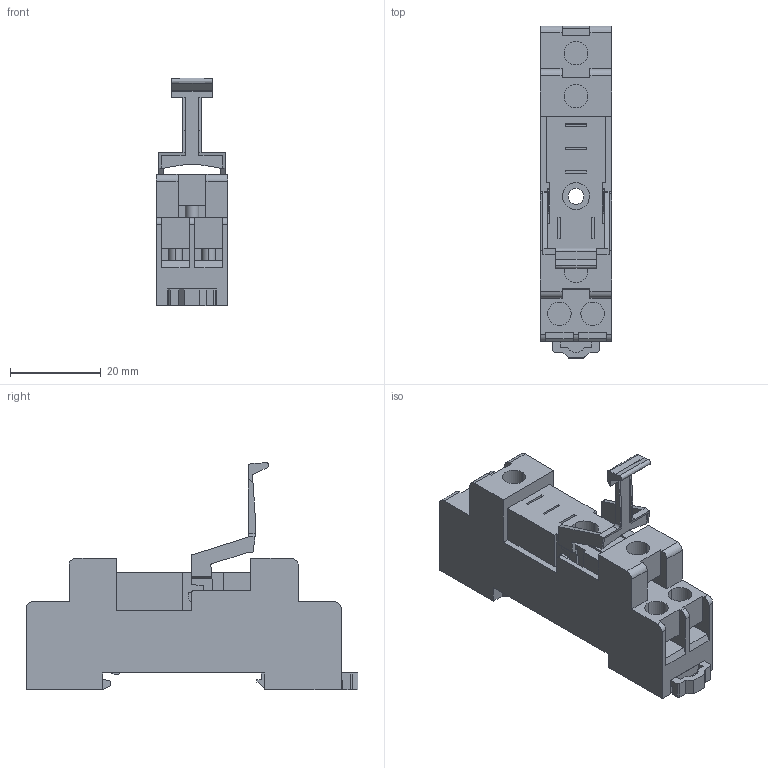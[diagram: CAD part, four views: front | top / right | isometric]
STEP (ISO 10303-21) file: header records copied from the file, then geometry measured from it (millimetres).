
FILE_DESCRIPTION(('CATIA V5R24 STEP','CAx-IF Rec.Pracs.--- Model Styling and Organization---1.2---2011-12-15'),'2;1');
FILE_NAME ('8042406_4_7760056348_S3D_SDI_1CO_F_ECO.stp','2016-01-18T14:27:15+00:00',('none'),('Weidmueller'),'CATIA Version 5-6 Release 2014 SP4','CATIA V5 STEP AP214','none');
FILE_SCHEMA(('AUTOMOTIVE_DESIGN { 1 0 10303 214 1 1 1 1 }'));
Length unit declared in the file: millimetre
Products named in the file (1): S3D_SDI_1CO_F_ECO
Bounding box: 15.8 x 73.3 x 50.25 mm (x, y, z)
Volume: 23122.8 mm3; surface area: 10401.5 mm2
Topology: 3 solids, 3 shells, 300 faces, 844 edges, 565 vertices
Faces by surface type: plane 226, cylinder 68, extrusion 6
Entity records: 9856 total; most frequent: CARTESIAN_POINT 2170, ORIENTED_EDGE 1688, DIRECTION 1209, EDGE_CURVE 844, VECTOR 651, LINE 645, VERTEX_POINT 565, AXIS2_PLACEMENT_3D 341
